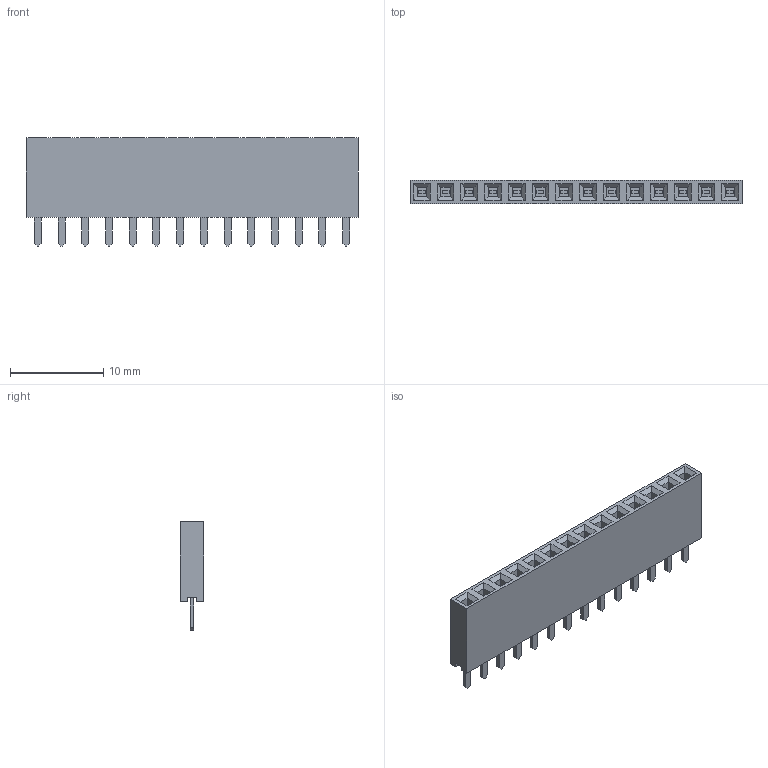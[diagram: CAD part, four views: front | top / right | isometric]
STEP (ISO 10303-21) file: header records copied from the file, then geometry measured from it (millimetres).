
FILE_DESCRIPTION(/* description */ (''),/* implementation_level */ '2;1');
FILE_NAME(/* name */ 'PBS_14x1_Yellow.step',/* time_stamp */ '2020-05-15T18:26:07+03:00',/* author */ ('vlad.lapshuda'),/* organization */ (''),/* preprocessor_version */ 'ST-DEVELOPER v17.2',/* originating_system */ 'Autodesk Translation Framework v7.6.0.251',/* authorisation */ '');
FILE_SCHEMA (('AUTOMOTIVE_DESIGN { 1 0 10303 214 3 1 1 }'));
Length unit declared in the file: millimetre
Products named in the file (2): PBS_14x1; PBS_Contacts
Assembly tree (1 placements, depth 2):
  PBS_14x1
    PBS_Contacts
Bounding box: 35.56 x 2.5 x 11.6 mm (x, y, z)
Volume: 636.3 mm3; surface area: 1415.6 mm2
Topology: 15 solids, 15 shells, 248 faces, 556 edges, 352 vertices
Faces by surface type: plane 248
Entity records: 6725 total; most frequent: CARTESIAN_POINT 1159, ORIENTED_EDGE 1112, DIRECTION 1058, LINE 556, VECTOR 556, EDGE_CURVE 556, VERTEX_POINT 352, EDGE_LOOP 262
